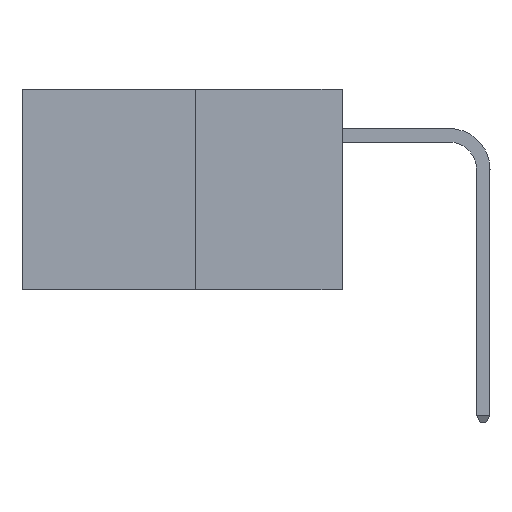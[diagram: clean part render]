
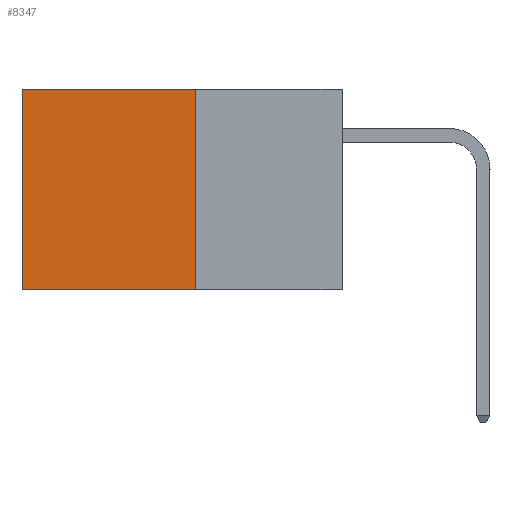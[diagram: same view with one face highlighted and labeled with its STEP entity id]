
A CAD part, left-side view. The second image highlights one B-rep face of the part: STEP entity #8347.
In plain terms, the highlighted planar face has unit normal (-1, 0, 0).
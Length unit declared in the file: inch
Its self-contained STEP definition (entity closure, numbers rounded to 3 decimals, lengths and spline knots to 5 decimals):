
#119 = VERTEX_POINT ( 'NONE', #11611 ) ;
#172 = VECTOR ( 'NONE', #11734, 39.37008 ) ;
#378 = DIRECTION ( 'NONE',  ( 1., 0., 0. ) ) ;
#854 = LINE ( 'NONE', #7577, #172 ) ;
#1059 = LINE ( 'NONE', #10971, #10468 ) ;
#1101 = FACE_OUTER_BOUND ( 'NONE', #3284, .T. ) ;
#1166 = VERTEX_POINT ( 'NONE', #10164 ) ;
#1855 = ORIENTED_EDGE ( 'NONE', *, *, #11498, .T. ) ;
#1903 = ORIENTED_EDGE ( 'NONE', *, *, #2878, .F. ) ;
#1912 = ORIENTED_EDGE ( 'NONE', *, *, #4752, .F. ) ;
#1927 = ORIENTED_EDGE ( 'NONE', *, *, #5422, .T. ) ;
#2773 = VECTOR ( 'NONE', #3754, 39.37008 ) ;
#2878 = EDGE_CURVE ( 'NONE', #119, #1166, #1059, .T. ) ;
#3284 = EDGE_LOOP ( 'NONE', ( #1855, #1903, #1912, #1927 ) ) ;
#3754 = DIRECTION ( 'NONE',  ( 0., 0., -1. ) ) ;
#3885 = CARTESIAN_POINT ( 'NONE',  ( 0.277, 0.27, -0.37 ) ) ;
#4570 = CARTESIAN_POINT ( 'NONE',  ( 0.277, 0.59, 0. ) ) ;
#4583 = LINE ( 'NONE', #6459, #6774 ) ;
#4752 = EDGE_CURVE ( 'NONE', #8812, #119, #9668, .T. ) ;
#5422 = EDGE_CURVE ( 'NONE', #8812, #9101, #854, .T. ) ;
#6229 = PLANE ( 'NONE',  #9005 ) ;
#6459 = CARTESIAN_POINT ( 'NONE',  ( 0.277, 0.59, -0.37 ) ) ;
#6774 = VECTOR ( 'NONE', #7354, 39.37008 ) ;
#7124 = DIRECTION ( 'NONE',  ( 0., 0., -1. ) ) ;
#7354 = DIRECTION ( 'NONE',  ( 0., 0., -1. ) ) ;
#7577 = CARTESIAN_POINT ( 'NONE',  ( 0.277, 0.27, 0. ) ) ;
#8347 = ADVANCED_FACE ( 'NONE', ( #1101 ), #6229, .F. ) ;
#8677 = CARTESIAN_POINT ( 'NONE',  ( 0.277, 0.27, 0. ) ) ;
#8798 = CARTESIAN_POINT ( 'NONE',  ( 0.277, 0.27, -0.37 ) ) ;
#8812 = VERTEX_POINT ( 'NONE', #8677 ) ;
#9005 = AXIS2_PLACEMENT_3D ( 'NONE', #8798, #378, #7124 ) ;
#9101 = VERTEX_POINT ( 'NONE', #4570 ) ;
#9668 = LINE ( 'NONE', #3885, #2773 ) ;
#10164 = CARTESIAN_POINT ( 'NONE',  ( 0.277, 0.59, -0.37 ) ) ;
#10467 = DIRECTION ( 'NONE',  ( 0., 1., 0. ) ) ;
#10468 = VECTOR ( 'NONE', #10467, 39.37008 ) ;
#10971 = CARTESIAN_POINT ( 'NONE',  ( 0.277, 0.27, -0.37 ) ) ;
#11498 = EDGE_CURVE ( 'NONE', #9101, #1166, #4583, .T. ) ;
#11611 = CARTESIAN_POINT ( 'NONE',  ( 0.277, 0.27, -0.37 ) ) ;
#11734 = DIRECTION ( 'NONE',  ( 0., 1., 0. ) ) ;
